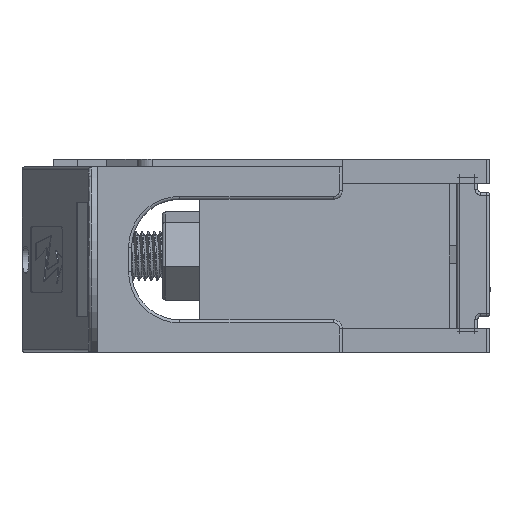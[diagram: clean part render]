
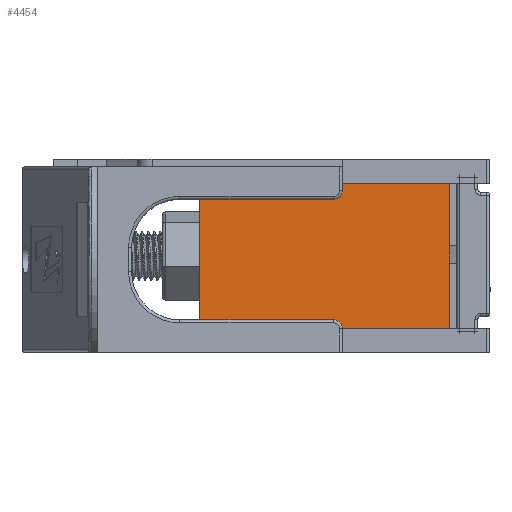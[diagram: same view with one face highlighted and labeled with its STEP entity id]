
A CAD part, left-side view. The second image highlights one B-rep face of the part: STEP entity #4454.
In plain terms, the highlighted planar face has unit normal (-1, 0, 0).
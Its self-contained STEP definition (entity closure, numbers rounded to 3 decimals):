
#4454 = ADVANCED_FACE( '', ( #13497 ), #13498, .T. );
#13497 = FACE_OUTER_BOUND( '', #25778, .T. );
#13498 = PLANE( '', #25779 );
#25778 = EDGE_LOOP( '', ( #52036, #52037, #52038, #52039 ) );
#25779 = AXIS2_PLACEMENT_3D( '', #52040, #52041, #52042 );
#52036 = ORIENTED_EDGE( '', *, *, #65360, .T. );
#52037 = ORIENTED_EDGE( '', *, *, #65286, .T. );
#52038 = ORIENTED_EDGE( '', *, *, #65361, .T. );
#52039 = ORIENTED_EDGE( '', *, *, #65362, .F. );
#52040 = CARTESIAN_POINT( '', ( -54., 0., 0. ) );
#52041 = DIRECTION( '', ( -1., 0., 0. ) );
#52042 = DIRECTION( '', ( 0., 0., 1. ) );
#65286 = EDGE_CURVE( '', #66594, #66592, #66595, .T. );
#65360 = EDGE_CURVE( '', #66706, #66594, #66707, .T. );
#65361 = EDGE_CURVE( '', #66592, #66708, #66709, .T. );
#65362 = EDGE_CURVE( '', #66706, #66708, #66710, .T. );
#66592 = VERTEX_POINT( '', #68042 );
#66594 = VERTEX_POINT( '', #68045 );
#66595 = LINE( '', #68046, #68047 );
#66706 = VERTEX_POINT( '', #68189 );
#66707 = LINE( '', #68190, #68191 );
#66708 = VERTEX_POINT( '', #68192 );
#66709 = LINE( '', #68193, #68194 );
#66710 = LINE( '', #68195, #68196 );
#68042 = CARTESIAN_POINT( '', ( -54., 3.75, 6. ) );
#68045 = CARTESIAN_POINT( '', ( -54., -37.7, 6. ) );
#68046 = CARTESIAN_POINT( '', ( -54., 0., 6. ) );
#68047 = VECTOR( '', #69606, 1000. );
#68189 = CARTESIAN_POINT( '', ( -54., -37.7, -18. ) );
#68190 = CARTESIAN_POINT( '', ( -54., -37.7, -19.5 ) );
#68191 = VECTOR( '', #69671, 1000. );
#68192 = CARTESIAN_POINT( '', ( -54., 3.75, -18. ) );
#68193 = CARTESIAN_POINT( '', ( -54., 3.75, 7.5 ) );
#68194 = VECTOR( '', #69672, 1000. );
#68195 = CARTESIAN_POINT( '', ( -54., 0., -18. ) );
#68196 = VECTOR( '', #69673, 1000. );
#69606 = DIRECTION( '', ( 0., 1., 0. ) );
#69671 = DIRECTION( '', ( 0., 0., 1. ) );
#69672 = DIRECTION( '', ( 0., 0., -1. ) );
#69673 = DIRECTION( '', ( 0., 1., 0. ) );
